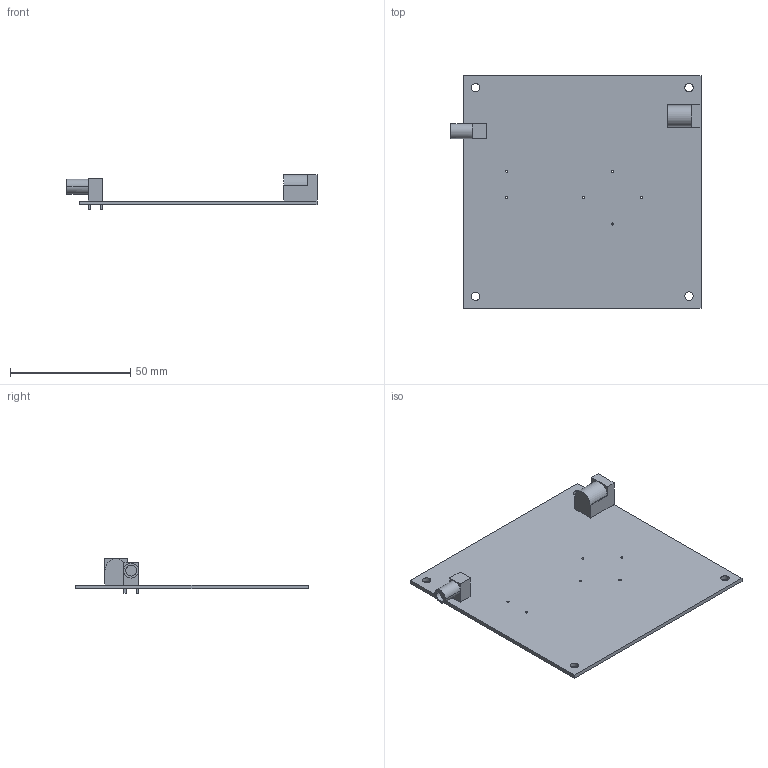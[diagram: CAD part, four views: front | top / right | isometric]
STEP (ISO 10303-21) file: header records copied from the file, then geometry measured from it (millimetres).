
FILE_DESCRIPTION (( 'STEP AP203' ), '1' );
FILE_NAME ('NFSWB V2.0 (500KHz).STEP', '2023-05-18T18:09:26', ( '' ), ( '' ), 'SwSTEP 2.0', 'SolidWorks 2015', '' );
FILE_SCHEMA (( 'CONFIG_CONTROL_DESIGN' ));
Length unit declared in the file: millimetre
Products named in the file (4): NFSWB V2.0 (500KHz); 12V socket; NFSWB V2.0; SMA
Assembly tree (3 placements, depth 2):
  NFSWB V2.0 (500KHz)
    NFSWB V2.0
    12V socket
    SMA
Bounding box: 104.15 x 96.7 x 14.5 mm (x, y, z)
Volume: 17351.8 mm3; surface area: 21310.1 mm2
Topology: 3 solids, 3 shells, 70 faces, 182 edges, 119 vertices
Faces by surface type: plane 39, cylinder 29, sphere 2
Entity records: 2580 total; most frequent: DIRECTION 394, CARTESIAN_POINT 371, ORIENTED_EDGE 356, EDGE_CURVE 178, AXIS2_PLACEMENT_3D 140, VERTEX_POINT 117, LINE 114, VECTOR 114
